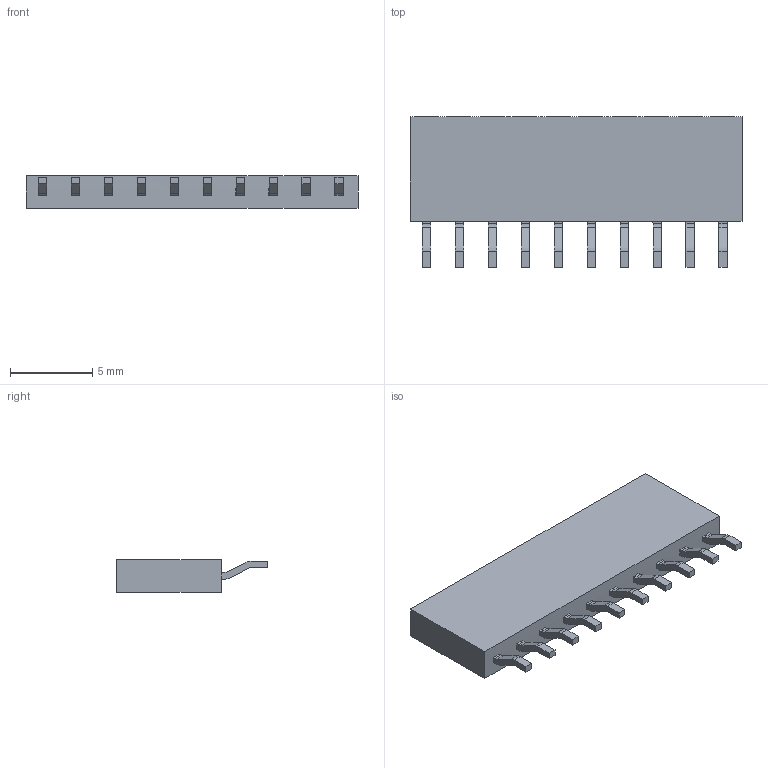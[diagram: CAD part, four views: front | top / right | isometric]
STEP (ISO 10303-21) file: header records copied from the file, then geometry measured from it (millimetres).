
FILE_DESCRIPTION( ('This file contains a STEP AP42 implementation' ,'as created by ZW3D STEP Interface translator.') ,'2;1' );
FILE_NAME( '2263-1XXZXXDYNX1.stp' ,'23 418.143654', (''), ('ZWCAD Software Co.'), 'Version 1.0', 'ZW3D to STEP translator', '' );
FILE_SCHEMA(('AUTOMOTIVE_DESIGN { 1 0 10303 214 1 1 1 1 }'));
Length unit declared in the file: millimetre
Products named in the file (2): 0; 2263-120ZXXDYNT1
Bounding box: 20.15 x 9.15 x 2 mm (x, y, z)
Volume: 234.6 mm3; surface area: 822.8 mm2
Topology: 1 solids, 1 shells, 946 faces, 2816 edges, 1862 vertices
Faces by surface type: plane 666, cylinder 180, bspline 100
Entity records: 41789 total; most frequent: CARTESIAN_POINT 20650, ORIENTED_EDGE 5696, EDGE_CURVE 2816, B_SPLINE_CURVE_WITH_KNOTS 2521, DIRECTION 1989, VERTEX_POINT 1862, EDGE_LOOP 1016, FACE_OUTER_BOUND 946
